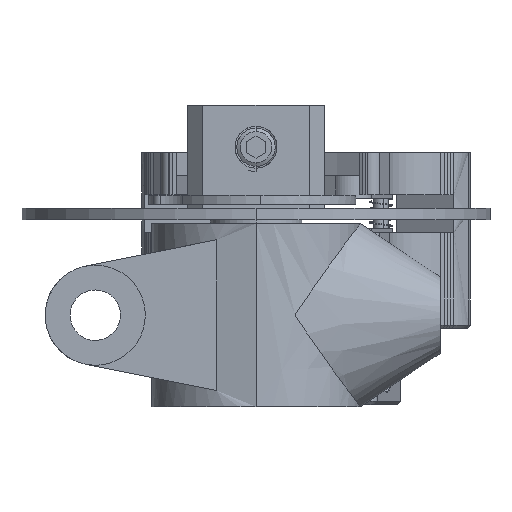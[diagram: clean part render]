
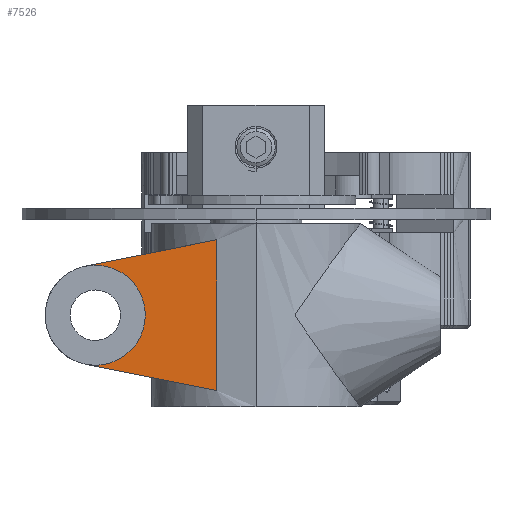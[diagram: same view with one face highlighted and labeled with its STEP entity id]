
A CAD part, left-side view. The second image highlights one B-rep face of the part: STEP entity #7526.
In plain terms, the highlighted free-form (B-spline) face has degree [1, 1] with [2, 2] control points.
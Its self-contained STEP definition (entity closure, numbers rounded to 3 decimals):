
#6466 = VERTEX_POINT('',#6467);
#6467 = CARTESIAN_POINT('',(-11.389,19.842,
    -5.83));
#6472 = EDGE_CURVE('',#6473,#6466,#6475,.T.);
#6473 = VERTEX_POINT('',#6474);
#6474 = CARTESIAN_POINT('',(-11.389,18.952,
    -5.897));
#6475 = ( BOUNDED_CURVE() B_SPLINE_CURVE(2,(#6476,#6477,#6478),
.UNSPECIFIED.,.F.,.F.) B_SPLINE_CURVE_WITH_KNOTS((3,3),(3.142,
3.293),.PIECEWISE_BEZIER_KNOTS.) CURVE() 
GEOMETRIC_REPRESENTATION_ITEM() RATIONAL_B_SPLINE_CURVE((1.,
0.997,1.)) REPRESENTATION_ITEM('') );
#6476 = CARTESIAN_POINT('',(-11.389,18.952,
    -5.897));
#6477 = CARTESIAN_POINT('',(-11.389,19.399,
    -5.897));
#6478 = CARTESIAN_POINT('',(-11.389,19.842,
    -5.83));
#6498 = VERTEX_POINT('',#6499);
#6499 = CARTESIAN_POINT('',(-11.389,18.952,
    5.897));
#6504 = EDGE_CURVE('',#6505,#6498,#6507,.T.);
#6505 = VERTEX_POINT('',#6506);
#6506 = CARTESIAN_POINT('',(-11.389,19.966,
    5.809));
#6507 = ( BOUNDED_CURVE() B_SPLINE_CURVE(2,(#6508,#6509,#6510),
.UNSPECIFIED.,.F.,.F.) B_SPLINE_CURVE_WITH_KNOTS((3,3),(6.11,
6.283),.PIECEWISE_BEZIER_KNOTS.) CURVE() 
GEOMETRIC_REPRESENTATION_ITEM() RATIONAL_B_SPLINE_CURVE((1.,
0.996,1.)) REPRESENTATION_ITEM('') );
#6508 = CARTESIAN_POINT('',(-11.389,19.966,
    5.809));
#6509 = CARTESIAN_POINT('',(-11.389,19.463,
    5.897));
#6510 = CARTESIAN_POINT('',(-11.389,18.952,
    5.897));
#6613 = VERTEX_POINT('',#6614);
#6614 = CARTESIAN_POINT('',(-11.389,4.617,8.89
    ));
#6621 = EDGE_CURVE('',#6613,#6622,#6624,.T.);
#6622 = VERTEX_POINT('',#6623);
#6623 = CARTESIAN_POINT('',(-11.389,4.617,-8.89
    ));
#6624 = B_SPLINE_CURVE_WITH_KNOTS('',1,(#6625,#6626),.UNSPECIFIED.,.F.,
  .F.,(2,2),(2.125,21.874),.PIECEWISE_BEZIER_KNOTS.);
#6625 = CARTESIAN_POINT('',(-11.389,4.617,8.89
    ));
#6626 = CARTESIAN_POINT('',(-11.389,4.617,-8.89
    ));
#7422 = EDGE_CURVE('',#6505,#6613,#7423,.T.);
#7423 = B_SPLINE_CURVE_WITH_KNOTS('',1,(#7424,#7425),.UNSPECIFIED.,.F.,
  .F.,(2,2),(-18.025,-0.638),.PIECEWISE_BEZIER_KNOTS.);
#7424 = CARTESIAN_POINT('',(-11.389,19.966,
    5.809));
#7425 = CARTESIAN_POINT('',(-11.389,4.617,8.89
    ));
#7442 = EDGE_CURVE('',#6622,#6466,#7443,.T.);
#7443 = B_SPLINE_CURVE_WITH_KNOTS('',1,(#7444,#7445),.UNSPECIFIED.,.F.,
  .F.,(2,2),(0.638,17.886),.PIECEWISE_BEZIER_KNOTS.);
#7444 = CARTESIAN_POINT('',(-11.389,4.617,-8.89
    ));
#7445 = CARTESIAN_POINT('',(-11.389,19.842,
    -5.83));
#7526 = ADVANCED_FACE('',(#7527),#7542,.T.);
#7527 = FACE_BOUND('',#7528,.T.);
#7528 = EDGE_LOOP('',(#7529,#7530,#7531,#7539,#7540,#7541));
#7529 = ORIENTED_EDGE('',*,*,#7422,.F.);
#7530 = ORIENTED_EDGE('',*,*,#6504,.T.);
#7531 = ORIENTED_EDGE('',*,*,#7532,.T.);
#7532 = EDGE_CURVE('',#6498,#6473,#7533,.T.);
#7533 = ( BOUNDED_CURVE() B_SPLINE_CURVE(2,(#7534,#7535,#7536,#7537,
#7538),.UNSPECIFIED.,.F.,.F.) B_SPLINE_CURVE_WITH_KNOTS((3,2,3),(0.,
1.571,3.142),.PIECEWISE_BEZIER_KNOTS.) CURVE() 
GEOMETRIC_REPRESENTATION_ITEM() RATIONAL_B_SPLINE_CURVE((1.,
0.707,1.,0.707,1.)) REPRESENTATION_ITEM('') );
#7534 = CARTESIAN_POINT('',(-11.389,18.952,
    5.897));
#7535 = CARTESIAN_POINT('',(-11.389,13.055,
    5.897));
#7536 = CARTESIAN_POINT('',(-11.389,13.055,
    0.));
#7537 = CARTESIAN_POINT('',(-11.389,13.055,
    -5.897));
#7538 = CARTESIAN_POINT('',(-11.389,18.952,
    -5.897));
#7539 = ORIENTED_EDGE('',*,*,#6472,.T.);
#7540 = ORIENTED_EDGE('',*,*,#7442,.F.);
#7541 = ORIENTED_EDGE('',*,*,#6621,.F.);
#7542 = B_SPLINE_SURFACE_WITH_KNOTS('',1,1,(
    (#7543,#7544)
    ,(#7545,#7546
    )),.UNSPECIFIED.,.F.,.F.,.F.,(2,2),(2,2),(-9.874,
    9.875),(-15.922,1.126),
  .PIECEWISE_BEZIER_KNOTS.);
#7543 = CARTESIAN_POINT('',(-11.389,4.617,-8.89
    ));
#7544 = CARTESIAN_POINT('',(-11.389,19.966,
    -8.89));
#7545 = CARTESIAN_POINT('',(-11.389,4.617,8.89
    ));
#7546 = CARTESIAN_POINT('',(-11.389,19.966,
    8.89));
